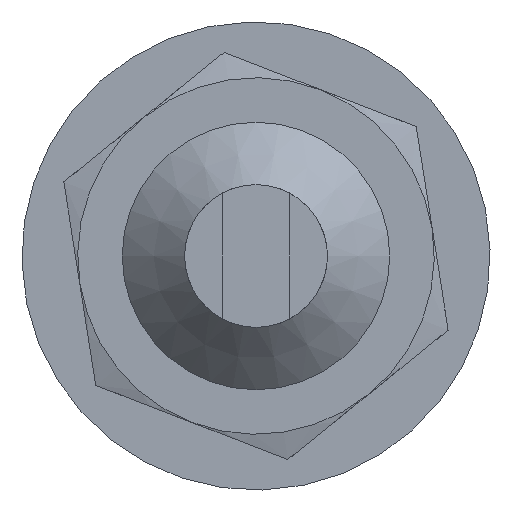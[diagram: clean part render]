
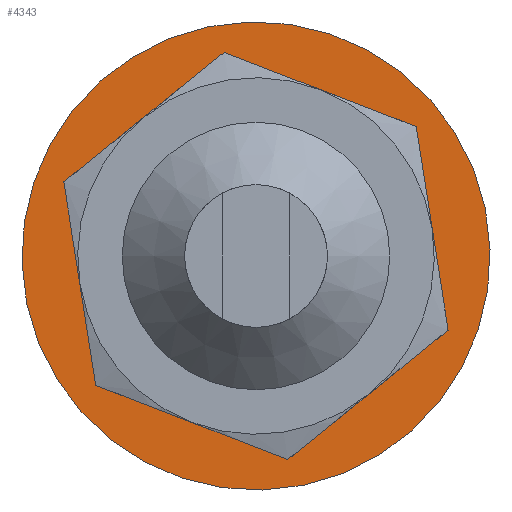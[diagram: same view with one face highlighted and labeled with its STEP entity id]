
A CAD part, front view. The second image highlights one B-rep face of the part: STEP entity #4343.
In plain terms, the highlighted planar face has unit normal (0, -1, 0).
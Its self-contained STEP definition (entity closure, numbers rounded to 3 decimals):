
#1039=FACE_BOUND('',#1317,.T.);
#1074=FACE_OUTER_BOUND('',#1316,.T.);
#1316=EDGE_LOOP('',(#2675));
#1317=EDGE_LOOP('',(#2676));
#1593=CIRCLE('',#4588,5.25);
#1594=CIRCLE('',#4589,3.999);
#1616=VERTEX_POINT('',#5523);
#1617=VERTEX_POINT('',#5525);
#2043=EDGE_CURVE('',#1616,#1616,#1593,.T.);
#2044=EDGE_CURVE('',#1617,#1617,#1594,.T.);
#2675=ORIENTED_EDGE('',*,*,#2043,.F.);
#2676=ORIENTED_EDGE('',*,*,#2044,.T.);
#3939=PLANE('',#4587);
#4343=ADVANCED_FACE('',(#1074,#1039),#3939,.F.);
#4587=AXIS2_PLACEMENT_3D('',#5522,#4788,#4789);
#4588=AXIS2_PLACEMENT_3D('',#5524,#4790,#4791);
#4589=AXIS2_PLACEMENT_3D('',#5526,#4792,#4793);
#4788=DIRECTION('center_axis',(0.,1.,0.));
#4789=DIRECTION('ref_axis',(0.028,0.,-1.));
#4790=DIRECTION('center_axis',(0.,1.,0.));
#4791=DIRECTION('ref_axis',(0.028,0.,-1.));
#4792=DIRECTION('center_axis',(0.,1.,0.));
#4793=DIRECTION('ref_axis',(0.933,0.,-0.36));
#5522=CARTESIAN_POINT('Origin',(0.,-3.785,
0.));
#5523=CARTESIAN_POINT('',(-0.147,-3.785,5.248));
#5524=CARTESIAN_POINT('Origin',(0.,-3.785,
0.));
#5525=CARTESIAN_POINT('',(3.731,-3.785,-1.438));
#5526=CARTESIAN_POINT('Origin',(0.,-3.785,
0.));
